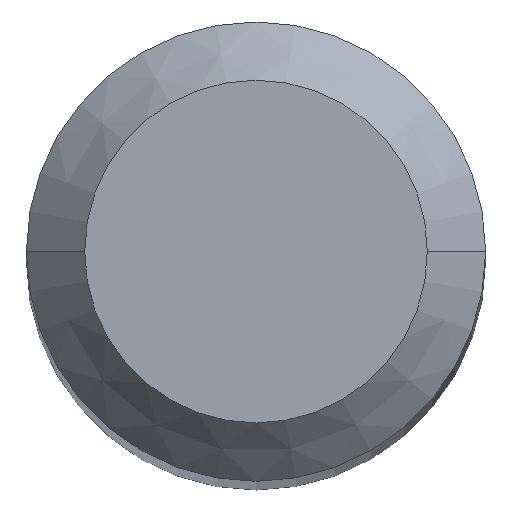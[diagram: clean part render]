
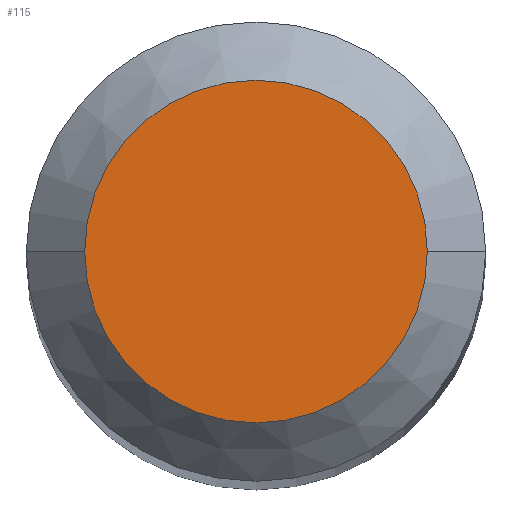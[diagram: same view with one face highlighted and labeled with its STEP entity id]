
A CAD part, top view. The second image highlights one B-rep face of the part: STEP entity #115.
In plain terms, the highlighted planar face has unit normal (0, 0, 1).
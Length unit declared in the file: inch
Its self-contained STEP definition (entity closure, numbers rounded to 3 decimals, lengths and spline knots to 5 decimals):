
#1 = EDGE_CURVE ( 'NONE', #120, #93, #197, .T. ) ;
#48 = PLANE ( 'NONE',  #80 ) ;
#60 = DIRECTION ( 'NONE',  ( 0., 0., 1. ) ) ;
#64 = FACE_OUTER_BOUND ( 'NONE', #100, .T. ) ;
#79 = CARTESIAN_POINT ( 'NONE',  ( 0.04405, 0., 1.49606 ) ) ;
#80 = AXIS2_PLACEMENT_3D ( 'NONE', #83, #125, #164 ) ;
#81 = DIRECTION ( 'NONE',  ( 1., 0., 0. ) ) ;
#83 = CARTESIAN_POINT ( 'NONE',  ( 0., 0., 1.49606 ) ) ;
#91 = ORIENTED_EDGE ( 'NONE', *, *, #1, .T. ) ;
#93 = VERTEX_POINT ( 'NONE', #79 ) ;
#100 = EDGE_LOOP ( 'NONE', ( #91, #190 ) ) ;
#102 = CIRCLE ( 'NONE', #239, 0.04405 ) ;
#115 = ADVANCED_FACE ( 'NONE', ( #64 ), #48, .T. ) ;
#116 = CARTESIAN_POINT ( 'NONE',  ( 0., 0., 1.49606 ) ) ;
#120 = VERTEX_POINT ( 'NONE', #204 ) ;
#125 = DIRECTION ( 'NONE',  ( 0., 0., 1. ) ) ;
#131 = EDGE_CURVE ( 'NONE', #93, #120, #102, .T. ) ;
#164 = DIRECTION ( 'NONE',  ( 1., 0., 0. ) ) ;
#187 = AXIS2_PLACEMENT_3D ( 'NONE', #116, #194, #199 ) ;
#190 = ORIENTED_EDGE ( 'NONE', *, *, #131, .T. ) ;
#194 = DIRECTION ( 'NONE',  ( 0., 0., 1. ) ) ;
#197 = CIRCLE ( 'NONE', #187, 0.04405 ) ;
#199 = DIRECTION ( 'NONE',  ( 1., 0., 0. ) ) ;
#204 = CARTESIAN_POINT ( 'NONE',  ( -0.04405, 0., 1.49606 ) ) ;
#239 = AXIS2_PLACEMENT_3D ( 'NONE', #243, #60, #81 ) ;
#243 = CARTESIAN_POINT ( 'NONE',  ( 0., 0., 1.49606 ) ) ;
